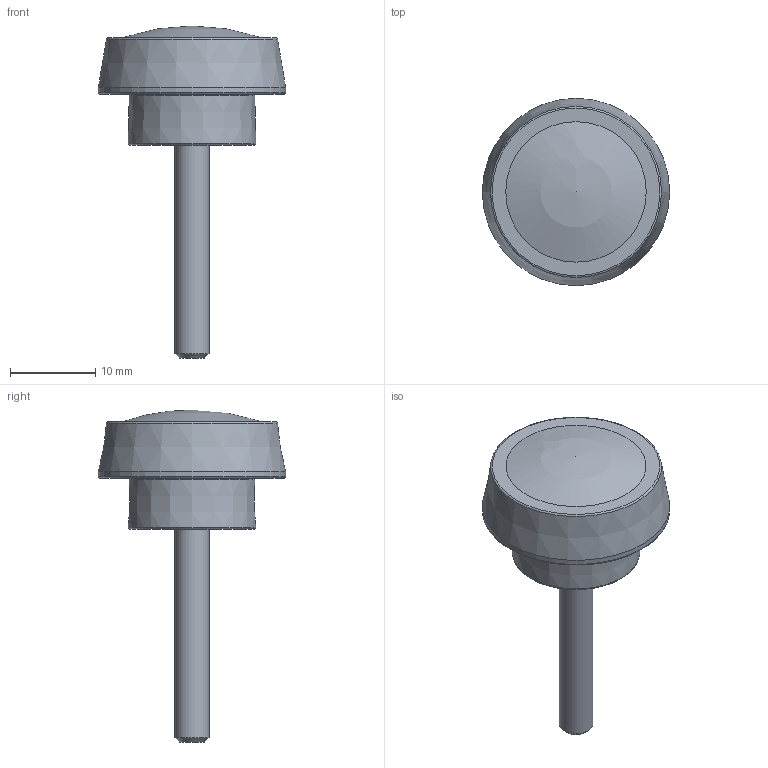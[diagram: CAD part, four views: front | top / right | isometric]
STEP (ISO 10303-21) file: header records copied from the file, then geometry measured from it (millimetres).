
FILE_DESCRIPTION( ( 'Unknown' ), '1' );
FILE_NAME( '6331010_ZP22_M04x25.stp', 'Unknown', ( 'Unknown' ), ( 'Unknown' ), 'PSStep 11.0', 'Unknown', ' ' );
FILE_SCHEMA( ( 'AUTOMOTIVE_DESIGN { 1 0 10303 214 1 1 1 1 }' ) );
Length unit declared in the file: millimetre
Products named in the file (1): 6331010
Bounding box: 22 x 22 x 39 mm (x, y, z)
Volume: 3811.7 mm3; surface area: 1755.3 mm2
Topology: 1 solids, 2 shells, 22 faces, 43 edges, 27 vertices
Faces by surface type: plane 12, torus 4, cone 3, cylinder 2, sphere 1
Full cylindrical faces by diameter (mm): 4 x1, 22 x1
Entity records: 682 total; most frequent: DIRECTION 90, CARTESIAN_POINT 79, ORIENTED_EDGE 62, AXIS2_PLACEMENT_3D 36, EDGE_LOOP 34, EDGE_CURVE 31, FACE_OUTER_BOUND 28, VERTEX_POINT 25
